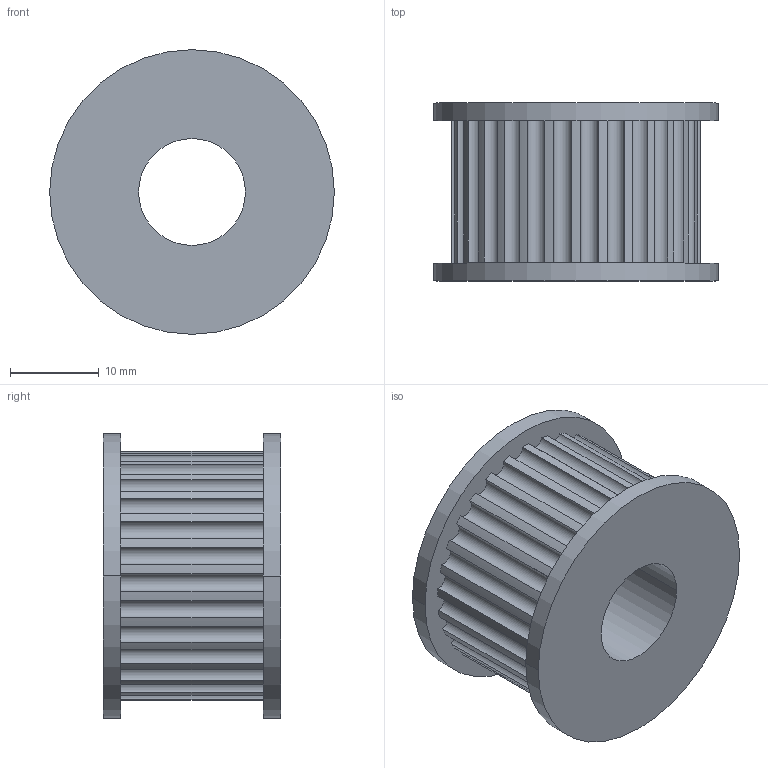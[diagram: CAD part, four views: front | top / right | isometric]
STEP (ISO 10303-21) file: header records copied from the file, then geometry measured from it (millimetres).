
FILE_DESCRIPTION (( 'STEP AP214' ), '1' );
FILE_NAME ('A852 崹魤 HTD3M-30-15, O 瘔錟 12 擤.STEP', '2025-10-27T10:31:59', ( '' ), ( '' ), 'SwSTEP 2.0', 'SolidWorks 2025', '' );
FILE_SCHEMA (( 'AUTOMOTIVE_DESIGN' ));
Length unit declared in the file: millimetre
Products named in the file (1): A852 Шкив HTD3M-30-15, Ø вала 12 мм
Bounding box: 32 x 20 x 32 mm (x, y, z)
Volume: 10089.3 mm3; surface area: 4908.9 mm2
Topology: 1 solids, 1 shells, 82 faces, 234 edges, 156 vertices
Faces by surface type: cylinder 78, plane 4
Entity records: 2801 total; most frequent: DIRECTION 556, CARTESIAN_POINT 473, ORIENTED_EDGE 468, AXIS2_PLACEMENT_3D 239, EDGE_CURVE 234, VERTEX_POINT 156, CIRCLE 156, EDGE_LOOP 86
